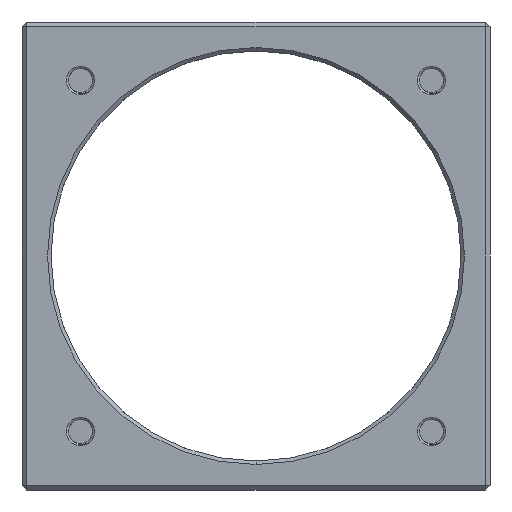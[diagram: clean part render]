
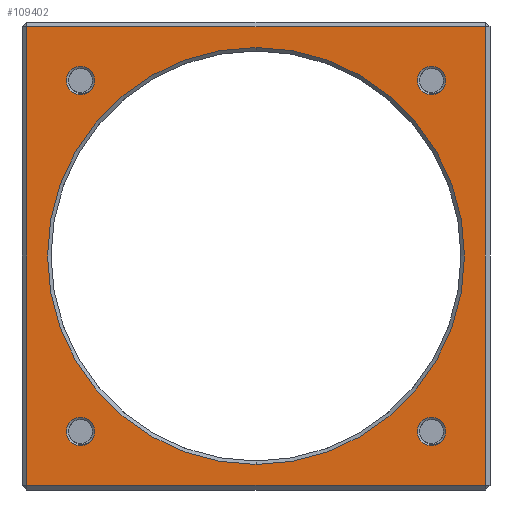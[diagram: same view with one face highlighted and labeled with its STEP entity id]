
A CAD part, front view. The second image highlights one B-rep face of the part: STEP entity #109402.
In plain terms, the highlighted planar face has unit normal (0, -1, 0).
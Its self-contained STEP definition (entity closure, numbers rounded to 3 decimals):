
#22007=CARTESIAN_POINT('',(6.35,-19.812,-6.35));
#22008=DIRECTION('',(0.,1.,0.));
#22009=DIRECTION('',(0.,0.,-1.));
#22010=AXIS2_PLACEMENT_3D('',#22007,#22008,#22009);
#22012=CARTESIAN_POINT('',(6.35,-19.812,-6.35));
#22013=DIRECTION('',(0.,1.,0.));
#22014=DIRECTION('',(0.,0.,1.));
#22015=AXIS2_PLACEMENT_3D('',#22012,#22013,#22014);
#22017=CARTESIAN_POINT('',(6.35,-19.812,-44.45));
#22018=DIRECTION('',(0.,1.,0.));
#22019=DIRECTION('',(0.,0.,-1.));
#22020=AXIS2_PLACEMENT_3D('',#22017,#22018,#22019);
#22022=CARTESIAN_POINT('',(6.35,-19.812,-44.45));
#22023=DIRECTION('',(0.,1.,0.));
#22024=DIRECTION('',(0.,0.,1.));
#22025=AXIS2_PLACEMENT_3D('',#22022,#22023,#22024);
#22027=CARTESIAN_POINT('',(25.4,-19.812,-25.4));
#22028=DIRECTION('',(0.,1.,0.));
#22029=DIRECTION('',(0.,0.,-1.));
#22030=AXIS2_PLACEMENT_3D('',#22027,#22028,#22029);
#22032=CARTESIAN_POINT('',(25.4,-19.812,-25.4));
#22033=DIRECTION('',(0.,1.,0.));
#22034=DIRECTION('',(0.,0.,1.));
#22035=AXIS2_PLACEMENT_3D('',#22032,#22033,#22034);
#22037=CARTESIAN_POINT('',(44.45,-19.812,-44.45));
#22038=DIRECTION('',(0.,1.,0.));
#22039=DIRECTION('',(0.,0.,-1.));
#22040=AXIS2_PLACEMENT_3D('',#22037,#22038,#22039);
#22042=CARTESIAN_POINT('',(44.45,-19.812,-44.45));
#22043=DIRECTION('',(0.,1.,0.));
#22044=DIRECTION('',(0.,0.,1.));
#22045=AXIS2_PLACEMENT_3D('',#22042,#22043,#22044);
#22047=CARTESIAN_POINT('',(44.45,-19.812,-6.35));
#22048=DIRECTION('',(0.,1.,0.));
#22049=DIRECTION('',(0.,0.,-1.));
#22050=AXIS2_PLACEMENT_3D('',#22047,#22048,#22049);
#22052=CARTESIAN_POINT('',(44.45,-19.812,-6.35));
#22053=DIRECTION('',(0.,1.,0.));
#22054=DIRECTION('',(0.,0.,1.));
#22055=AXIS2_PLACEMENT_3D('',#22052,#22053,#22054);
#22057=DIRECTION('',(0.,0.,1.));
#22058=VECTOR('',#22057,49.784);
#22059=CARTESIAN_POINT('',(0.508,-19.812,-50.292));
#22060=LINE('',#22059,#22058);
#22201=DIRECTION('',(-1.,0.,0.));
#22202=VECTOR('',#22201,49.784);
#22203=CARTESIAN_POINT('',(50.292,-19.812,-50.292));
#22204=LINE('',#22203,#22202);
#22225=DIRECTION('',(0.,0.,-1.));
#22226=VECTOR('',#22225,49.784);
#22227=CARTESIAN_POINT('',(50.292,-19.812,-0.508));
#22228=LINE('',#22227,#22226);
#22245=DIRECTION('',(1.,0.,0.));
#22246=VECTOR('',#22245,49.784);
#22247=CARTESIAN_POINT('',(0.508,-19.812,-0.508));
#22248=LINE('',#22247,#22246);
#39997=CARTESIAN_POINT('',(0.508,-19.812,-0.508));
#39999=VERTEX_POINT('',#39997);
#40008=CARTESIAN_POINT('',(25.4,-19.812,-48.031));
#40009=CARTESIAN_POINT('',(25.4,-19.812,-2.769));
#40010=VERTEX_POINT('',#40008);
#40011=VERTEX_POINT('',#40009);
#40048=CARTESIAN_POINT('',(50.292,-19.812,-50.292));
#40050=VERTEX_POINT('',#40048);
#40097=CARTESIAN_POINT('',(50.292,-19.812,-0.508));
#40098=VERTEX_POINT('',#40097);
#40223=CARTESIAN_POINT('',(0.508,-19.812,-50.292));
#40224=VERTEX_POINT('',#40223);
#43235=CARTESIAN_POINT('',(44.45,-19.812,-46.002));
#43236=CARTESIAN_POINT('',(44.45,-19.812,-42.898));
#43237=VERTEX_POINT('',#43235);
#43238=VERTEX_POINT('',#43236);
#43239=CARTESIAN_POINT('',(44.45,-19.812,-4.798));
#43240=CARTESIAN_POINT('',(44.45,-19.812,-7.902));
#43241=VERTEX_POINT('',#43239);
#43242=VERTEX_POINT('',#43240);
#43251=CARTESIAN_POINT('',(6.35,-19.812,-46.002));
#43252=CARTESIAN_POINT('',(6.35,-19.812,-42.898));
#43253=VERTEX_POINT('',#43251);
#43254=VERTEX_POINT('',#43252);
#43279=CARTESIAN_POINT('',(6.35,-19.812,-7.902));
#43280=CARTESIAN_POINT('',(6.35,-19.812,-4.798));
#43281=VERTEX_POINT('',#43279);
#43282=VERTEX_POINT('',#43280);
#109359=CARTESIAN_POINT('',(0.,-19.812,-50.8));
#109360=DIRECTION('',(0.,-1.,0.));
#109361=DIRECTION('',(0.,0.,-1.));
#109362=AXIS2_PLACEMENT_3D('',#109359,#109360,#109361);
#109363=PLANE('',#109362);
#109365=ORIENTED_EDGE('',*,*,#109364,.T.);
#109367=ORIENTED_EDGE('',*,*,#109366,.T.);
#109369=ORIENTED_EDGE('',*,*,#109368,.T.);
#109371=ORIENTED_EDGE('',*,*,#109370,.T.);
#109372=EDGE_LOOP('',(#109365,#109367,#109369,#109371));
#109373=FACE_OUTER_BOUND('',#109372,.F.);
#109375=ORIENTED_EDGE('',*,*,#109374,.F.);
#109377=ORIENTED_EDGE('',*,*,#109376,.F.);
#109378=EDGE_LOOP('',(#109375,#109377));
#109379=FACE_BOUND('',#109378,.F.);
#109381=ORIENTED_EDGE('',*,*,#109380,.F.);
#109383=ORIENTED_EDGE('',*,*,#109382,.F.);
#109384=EDGE_LOOP('',(#109381,#109383));
#109385=FACE_BOUND('',#109384,.F.);
#109386=ORIENTED_EDGE('',*,*,#109339,.F.);
#109387=ORIENTED_EDGE('',*,*,#109352,.F.);
#109388=EDGE_LOOP('',(#109386,#109387));
#109389=FACE_BOUND('',#109388,.F.);
#109391=ORIENTED_EDGE('',*,*,#109390,.F.);
#109393=ORIENTED_EDGE('',*,*,#109392,.F.);
#109394=EDGE_LOOP('',(#109391,#109393));
#109395=FACE_BOUND('',#109394,.F.);
#109397=ORIENTED_EDGE('',*,*,#109396,.F.);
#109399=ORIENTED_EDGE('',*,*,#109398,.F.);
#109400=EDGE_LOOP('',(#109397,#109399));
#109401=FACE_BOUND('',#109400,.F.);
#109402=ADVANCED_FACE('',(#109373,#109379,#109385,#109389,#109395,#109401),
#109363,.T.);
#22011=CIRCLE('',#22010,1.552);
#22016=CIRCLE('',#22015,1.552);
#22021=CIRCLE('',#22020,1.552);
#22026=CIRCLE('',#22025,1.552);
#22031=CIRCLE('',#22030,22.631);
#22036=CIRCLE('',#22035,22.631);
#22041=CIRCLE('',#22040,1.552);
#22046=CIRCLE('',#22045,1.552);
#22051=CIRCLE('',#22050,1.552);
#22056=CIRCLE('',#22055,1.552);
#109339=EDGE_CURVE('',#40010,#40011,#22031,.T.);
#109352=EDGE_CURVE('',#40011,#40010,#22036,.T.);
#109364=EDGE_CURVE('',#40224,#39999,#22060,.T.);
#109366=EDGE_CURVE('',#39999,#40098,#22248,.T.);
#109368=EDGE_CURVE('',#40098,#40050,#22228,.T.);
#109370=EDGE_CURVE('',#40050,#40224,#22204,.T.);
#109374=EDGE_CURVE('',#43281,#43282,#22011,.T.);
#109376=EDGE_CURVE('',#43282,#43281,#22016,.T.);
#109380=EDGE_CURVE('',#43253,#43254,#22021,.T.);
#109382=EDGE_CURVE('',#43254,#43253,#22026,.T.);
#109390=EDGE_CURVE('',#43237,#43238,#22041,.T.);
#109392=EDGE_CURVE('',#43238,#43237,#22046,.T.);
#109396=EDGE_CURVE('',#43242,#43241,#22051,.T.);
#109398=EDGE_CURVE('',#43241,#43242,#22056,.T.);
